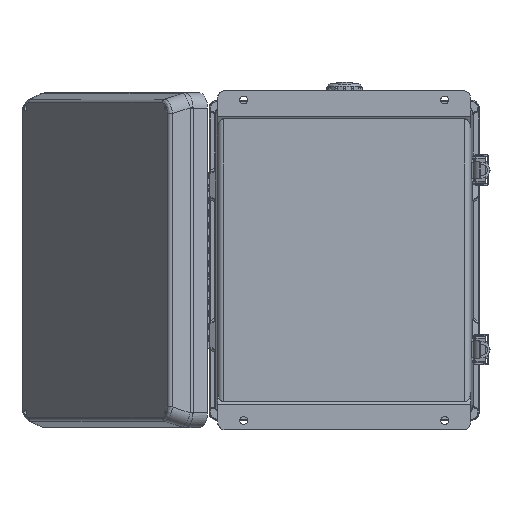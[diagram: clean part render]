
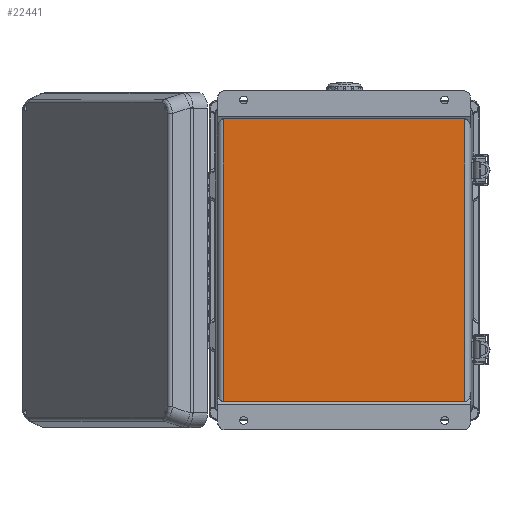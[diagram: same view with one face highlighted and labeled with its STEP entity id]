
A CAD part, front view. The second image highlights one B-rep face of the part: STEP entity #22441.
In plain terms, the highlighted planar face has unit normal (0, -1, 0).
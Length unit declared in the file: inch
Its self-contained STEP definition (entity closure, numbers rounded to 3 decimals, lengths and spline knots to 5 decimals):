
#3294 = DIRECTION ( 'NONE',  ( -1., 0., 0. ) ) ;
#5090 = DIRECTION ( 'NONE',  ( 0., 0., 1. ) ) ;
#5788 = ORIENTED_EDGE ( 'NONE', *, *, #15321, .T. ) ;
#6108 = VECTOR ( 'NONE', #77140, 39.37008 ) ;
#6810 = VERTEX_POINT ( 'NONE', #45613 ) ;
#13982 = LINE ( 'NONE', #28705, #62865 ) ;
#15321 = EDGE_CURVE ( 'NONE', #28779, #77427, #71495, .T. ) ;
#17763 = LINE ( 'NONE', #59134, #81710 ) ;
#22441 = ADVANCED_FACE ( 'NONE', ( #65393 ), #33235, .F. ) ;
#23145 = LINE ( 'NONE', #25998, #6108 ) ;
#24979 = VERTEX_POINT ( 'NONE', #44390 ) ;
#25998 = CARTESIAN_POINT ( 'NONE',  ( -4.80523, 0.05906, -1.12591 ) ) ;
#27327 = DIRECTION ( 'NONE',  ( -1., 0., 0. ) ) ;
#28705 = CARTESIAN_POINT ( 'NONE',  ( 5.11811, 0.05906, -1.12591 ) ) ;
#28779 = VERTEX_POINT ( 'NONE', #40746 ) ;
#30662 = ORIENTED_EDGE ( 'NONE', *, *, #69948, .T. ) ;
#33235 = PLANE ( 'NONE',  #51455 ) ;
#35454 = ORIENTED_EDGE ( 'NONE', *, *, #74733, .F. ) ;
#39658 = DIRECTION ( 'NONE',  ( 0., 0., 1. ) ) ;
#40746 = CARTESIAN_POINT ( 'NONE',  ( 4.80523, 0.05906, -12.37803 ) ) ;
#42877 = CARTESIAN_POINT ( 'NONE',  ( 4.80523, 0.05906, -1.12591 ) ) ;
#44390 = CARTESIAN_POINT ( 'NONE',  ( -4.80523, 0.05906, -12.37803 ) ) ;
#45613 = CARTESIAN_POINT ( 'NONE',  ( -4.80523, 0.05906, -1.12591 ) ) ;
#47658 = EDGE_CURVE ( 'NONE', #28779, #24979, #17763, .T. ) ;
#51455 = AXIS2_PLACEMENT_3D ( 'NONE', #65004, #77672, #39658 ) ;
#59134 = CARTESIAN_POINT ( 'NONE',  ( 5.11811, 0.05906, -12.37803 ) ) ;
#61222 = EDGE_LOOP ( 'NONE', ( #35454, #77184, #5788, #30662 ) ) ;
#62865 = VECTOR ( 'NONE', #3294, 39.37008 ) ;
#65004 = CARTESIAN_POINT ( 'NONE',  ( 5.11811, 0.05906, -1.12591 ) ) ;
#65393 = FACE_OUTER_BOUND ( 'NONE', #61222, .T. ) ;
#69948 = EDGE_CURVE ( 'NONE', #77427, #6810, #13982, .T. ) ;
#71495 = LINE ( 'NONE', #81677, #75504 ) ;
#74733 = EDGE_CURVE ( 'NONE', #24979, #6810, #23145, .T. ) ;
#75504 = VECTOR ( 'NONE', #5090, 39.37008 ) ;
#77140 = DIRECTION ( 'NONE',  ( 0., 0., 1. ) ) ;
#77184 = ORIENTED_EDGE ( 'NONE', *, *, #47658, .F. ) ;
#77427 = VERTEX_POINT ( 'NONE', #42877 ) ;
#77672 = DIRECTION ( 'NONE',  ( 0., 1., 0. ) ) ;
#81677 = CARTESIAN_POINT ( 'NONE',  ( 4.80523, 0.05906, -1.12591 ) ) ;
#81710 = VECTOR ( 'NONE', #27327, 39.37008 ) ;
